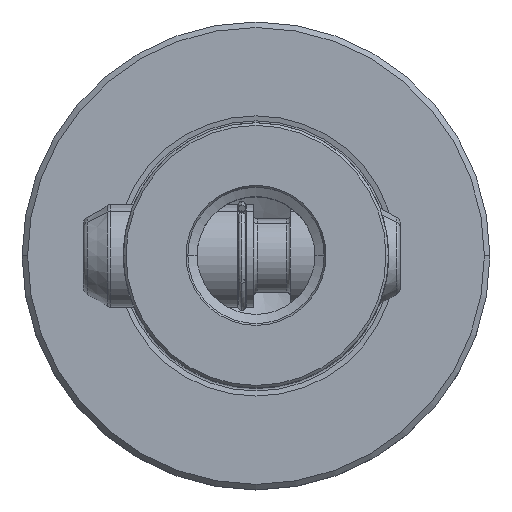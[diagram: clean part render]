
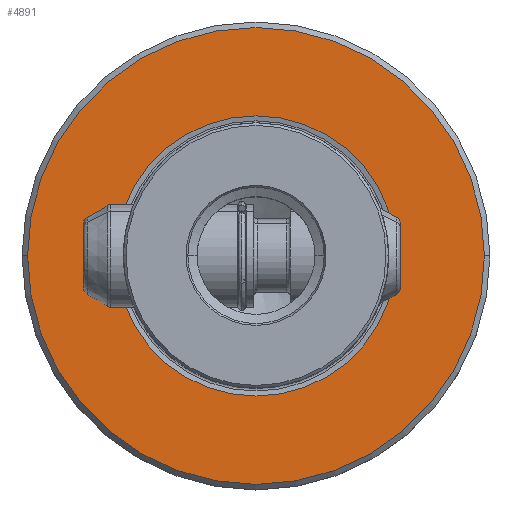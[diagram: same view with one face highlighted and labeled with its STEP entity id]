
A CAD part, top view. The second image highlights one B-rep face of the part: STEP entity #4891.
In plain terms, the highlighted planar face has unit normal (0, 0, 1).
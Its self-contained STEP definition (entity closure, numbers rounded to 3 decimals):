
#1965=EDGE_CURVE('NONE',#4433,#3135,#5637,.T.);
#2051=EDGE_CURVE('NONE',#3979,#2671,#5728,.T.);
#2549=EDGE_CURVE('NONE',#3135,#4433,#6285,.T.);
#2671=VERTEX_POINT('NONE',#6416);
#2907=EDGE_CURVE('NONE',#2671,#3979,#6675,.F.);
#3135=VERTEX_POINT('NONE',#6925);
#3979=VERTEX_POINT('NONE',#7860);
#4433=VERTEX_POINT('NONE',#8365);
#4891=ADVANCED_FACE('NONE',(#8872,#8873),#8874,.T.);
#5637=CIRCLE('',#12699,31.0);
#5728=CIRCLE('',#12942,19.012);
#6285=CIRCLE('',#18999,31.0);
#6416=CARTESIAN_POINT('',(-19.012,0.,0.0));
#6675=CIRCLE('',#19867,19.012);
#6925=CARTESIAN_POINT('',(31.0,0.,0.0));
#7860=CARTESIAN_POINT('',(19.012,0.,0.0));
#8365=CARTESIAN_POINT('',(-31.0,0.,0.0));
#8872=FACE_OUTER_BOUND('',#53501,.T.);
#8873=FACE_BOUND('',#53502,.T.);
#8874=PLANE('',#53503);
#12699=AXIS2_PLACEMENT_3D('',#62102,#62103,#62104);
#12942=AXIS2_PLACEMENT_3D('',#62168,#62169,#62170);
#18999=AXIS2_PLACEMENT_3D('',#62827,#62828,#62829);
#19867=AXIS2_PLACEMENT_3D('',#63225,#63226,#63227);
#53501=EDGE_LOOP('',(#65793,#65794));
#53502=EDGE_LOOP('',(#65795,#65796));
#53503=AXIS2_PLACEMENT_3D('',#65797,#65798,#65799);
#62102=CARTESIAN_POINT('',(0.0,0.0,0.0));
#62103=DIRECTION('',(0.0,0.0,-1.0));
#62104=DIRECTION('',(-1.0,0.,0.0));
#62168=CARTESIAN_POINT('',(0.0,0.0,0.0));
#62169=DIRECTION('',(-0.0,0.0,1.0));
#62170=DIRECTION('',(1.0,0.,0.0));
#62827=CARTESIAN_POINT('',(0.0,0.0,0.0));
#62828=DIRECTION('',(0.0,0.0,-1.0));
#62829=DIRECTION('',(-1.0,0.,0.0));
#63225=CARTESIAN_POINT('',(0.0,0.0,0.0));
#63226=DIRECTION('',(0.0,0.0,-1.0));
#63227=DIRECTION('',(1.0,0.,0.0));
#65793=ORIENTED_EDGE('',*,*,#1965,.F.);
#65794=ORIENTED_EDGE('',*,*,#2549,.F.);
#65795=ORIENTED_EDGE('',*,*,#2051,.F.);
#65796=ORIENTED_EDGE('',*,*,#2907,.F.);
#65797=CARTESIAN_POINT('',(-18.0,0.0,0.0));
#65798=DIRECTION('',(-0.0,0.0,1.0));
#65799=DIRECTION('',(0.0,1.0,0.0));
